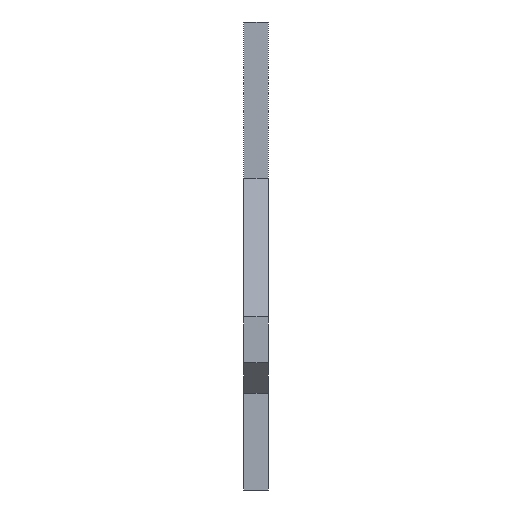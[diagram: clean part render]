
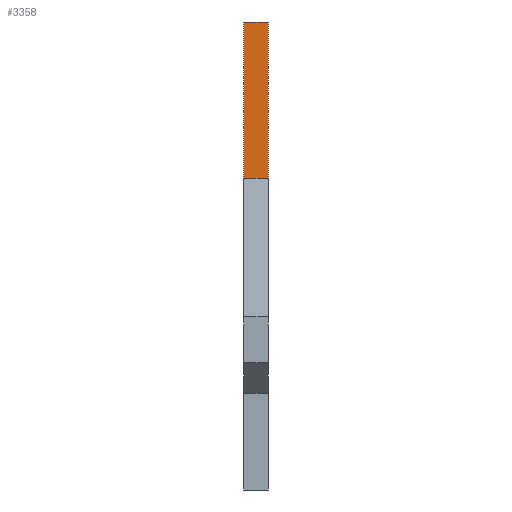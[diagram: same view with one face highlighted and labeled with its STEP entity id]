
A CAD part, left-side view. The second image highlights one B-rep face of the part: STEP entity #3358.
In plain terms, the highlighted planar face has unit normal (-1, 0, 0).
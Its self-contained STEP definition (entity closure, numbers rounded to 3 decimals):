
#3358 = ADVANCED_FACE('',(#3359),#3373,.T.);
#3359 = FACE_BOUND('',#3360,.T.);
#3360 = EDGE_LOOP('',(#3361,#3396,#3424,#3452));
#3361 = ORIENTED_EDGE('',*,*,#3362,.F.);
#3362 = EDGE_CURVE('',#3363,#3365,#3367,.T.);
#3363 = VERTEX_POINT('',#3364);
#3364 = CARTESIAN_POINT('',(-9.14,-0.2,6.075));
#3365 = VERTEX_POINT('',#3366);
#3366 = CARTESIAN_POINT('',(-9.14,-0.2,3.525));
#3367 = SURFACE_CURVE('',#3368,(#3372,#3384),.PCURVE_S1.);
#3368 = LINE('',#3369,#3370);
#3369 = CARTESIAN_POINT('',(-9.14,-0.2,6.075));
#3370 = VECTOR('',#3371,1.);
#3371 = DIRECTION('',(0.,0.,-1.));
#3372 = PCURVE('',#3373,#3378);
#3373 = PLANE('',#3374);
#3374 = AXIS2_PLACEMENT_3D('',#3375,#3376,#3377);
#3375 = CARTESIAN_POINT('',(-9.14,0.2,6.075));
#3376 = DIRECTION('',(-1.,0.,0.));
#3377 = DIRECTION('',(0.,0.,1.));
#3378 = DEFINITIONAL_REPRESENTATION('',(#3379),#3383);
#3379 = LINE('',#3380,#3381);
#3380 = CARTESIAN_POINT('',(-0.,-0.4));
#3381 = VECTOR('',#3382,1.);
#3382 = DIRECTION('',(-1.,0.));
#3383 = ( GEOMETRIC_REPRESENTATION_CONTEXT(2) 
PARAMETRIC_REPRESENTATION_CONTEXT() REPRESENTATION_CONTEXT('2D SPACE',''
  ) );
#3384 = PCURVE('',#3385,#3390);
#3385 = PLANE('',#3386);
#3386 = AXIS2_PLACEMENT_3D('',#3387,#3388,#3389);
#3387 = CARTESIAN_POINT('',(-8.89,-0.2,6.075));
#3388 = DIRECTION('',(0.,1.,0.));
#3389 = DIRECTION('',(1.,0.,0.));
#3390 = DEFINITIONAL_REPRESENTATION('',(#3391),#3395);
#3391 = LINE('',#3392,#3393);
#3392 = CARTESIAN_POINT('',(-0.25,0.));
#3393 = VECTOR('',#3394,1.);
#3394 = DIRECTION('',(0.,1.));
#3395 = ( GEOMETRIC_REPRESENTATION_CONTEXT(2) 
PARAMETRIC_REPRESENTATION_CONTEXT() REPRESENTATION_CONTEXT('2D SPACE',''
  ) );
#3396 = ORIENTED_EDGE('',*,*,#3397,.F.);
#3397 = EDGE_CURVE('',#3398,#3363,#3400,.T.);
#3398 = VERTEX_POINT('',#3399);
#3399 = CARTESIAN_POINT('',(-9.14,0.2,6.075));
#3400 = SURFACE_CURVE('',#3401,(#3405,#3412),.PCURVE_S1.);
#3401 = LINE('',#3402,#3403);
#3402 = CARTESIAN_POINT('',(-9.14,0.2,6.075));
#3403 = VECTOR('',#3404,1.);
#3404 = DIRECTION('',(0.,-1.,0.));
#3405 = PCURVE('',#3373,#3406);
#3406 = DEFINITIONAL_REPRESENTATION('',(#3407),#3411);
#3407 = LINE('',#3408,#3409);
#3408 = CARTESIAN_POINT('',(0.,0.));
#3409 = VECTOR('',#3410,1.);
#3410 = DIRECTION('',(0.,-1.));
#3411 = ( GEOMETRIC_REPRESENTATION_CONTEXT(2) 
PARAMETRIC_REPRESENTATION_CONTEXT() REPRESENTATION_CONTEXT('2D SPACE',''
  ) );
#3412 = PCURVE('',#3413,#3418);
#3413 = PLANE('',#3414);
#3414 = AXIS2_PLACEMENT_3D('',#3415,#3416,#3417);
#3415 = CARTESIAN_POINT('',(-8.64,0.2,6.075));
#3416 = DIRECTION('',(0.,0.,1.));
#3417 = DIRECTION('',(0.,-1.,0.));
#3418 = DEFINITIONAL_REPRESENTATION('',(#3419),#3423);
#3419 = LINE('',#3420,#3421);
#3420 = CARTESIAN_POINT('',(-0.,-0.5));
#3421 = VECTOR('',#3422,1.);
#3422 = DIRECTION('',(1.,0.));
#3423 = ( GEOMETRIC_REPRESENTATION_CONTEXT(2) 
PARAMETRIC_REPRESENTATION_CONTEXT() REPRESENTATION_CONTEXT('2D SPACE',''
  ) );
#3424 = ORIENTED_EDGE('',*,*,#3425,.T.);
#3425 = EDGE_CURVE('',#3398,#3426,#3428,.T.);
#3426 = VERTEX_POINT('',#3427);
#3427 = CARTESIAN_POINT('',(-9.14,0.2,3.525));
#3428 = SURFACE_CURVE('',#3429,(#3433,#3440),.PCURVE_S1.);
#3429 = LINE('',#3430,#3431);
#3430 = CARTESIAN_POINT('',(-9.14,0.2,6.075));
#3431 = VECTOR('',#3432,1.);
#3432 = DIRECTION('',(0.,0.,-1.));
#3433 = PCURVE('',#3373,#3434);
#3434 = DEFINITIONAL_REPRESENTATION('',(#3435),#3439);
#3435 = LINE('',#3436,#3437);
#3436 = CARTESIAN_POINT('',(0.,0.));
#3437 = VECTOR('',#3438,1.);
#3438 = DIRECTION('',(-1.,0.));
#3439 = ( GEOMETRIC_REPRESENTATION_CONTEXT(2) 
PARAMETRIC_REPRESENTATION_CONTEXT() REPRESENTATION_CONTEXT('2D SPACE',''
  ) );
#3440 = PCURVE('',#3441,#3446);
#3441 = PLANE('',#3442);
#3442 = AXIS2_PLACEMENT_3D('',#3443,#3444,#3445);
#3443 = CARTESIAN_POINT('',(-8.89,0.2,6.075));
#3444 = DIRECTION('',(0.,1.,0.));
#3445 = DIRECTION('',(1.,0.,0.));
#3446 = DEFINITIONAL_REPRESENTATION('',(#3447),#3451);
#3447 = LINE('',#3448,#3449);
#3448 = CARTESIAN_POINT('',(-0.25,0.));
#3449 = VECTOR('',#3450,1.);
#3450 = DIRECTION('',(0.,1.));
#3451 = ( GEOMETRIC_REPRESENTATION_CONTEXT(2) 
PARAMETRIC_REPRESENTATION_CONTEXT() REPRESENTATION_CONTEXT('2D SPACE',''
  ) );
#3452 = ORIENTED_EDGE('',*,*,#3453,.T.);
#3453 = EDGE_CURVE('',#3426,#3365,#3454,.T.);
#3454 = SURFACE_CURVE('',#3455,(#3459,#3466),.PCURVE_S1.);
#3455 = LINE('',#3456,#3457);
#3456 = CARTESIAN_POINT('',(-9.14,0.2,3.525));
#3457 = VECTOR('',#3458,1.);
#3458 = DIRECTION('',(0.,-1.,0.));
#3459 = PCURVE('',#3373,#3460);
#3460 = DEFINITIONAL_REPRESENTATION('',(#3461),#3465);
#3461 = LINE('',#3462,#3463);
#3462 = CARTESIAN_POINT('',(-2.55,0.));
#3463 = VECTOR('',#3464,1.);
#3464 = DIRECTION('',(0.,-1.));
#3465 = ( GEOMETRIC_REPRESENTATION_CONTEXT(2) 
PARAMETRIC_REPRESENTATION_CONTEXT() REPRESENTATION_CONTEXT('2D SPACE',''
  ) );
#3466 = PCURVE('',#3467,#3472);
#3467 = PLANE('',#3468);
#3468 = AXIS2_PLACEMENT_3D('',#3469,#3470,#3471);
#3469 = CARTESIAN_POINT('',(-9.14,0.2,3.525));
#3470 = DIRECTION('',(-0.948,0.,0.319)
  );
#3471 = DIRECTION('',(0.319,0.,0.948)
  );
#3472 = DEFINITIONAL_REPRESENTATION('',(#3473),#3477);
#3473 = LINE('',#3474,#3475);
#3474 = CARTESIAN_POINT('',(0.,0.));
#3475 = VECTOR('',#3476,1.);
#3476 = DIRECTION('',(0.,-1.));
#3477 = ( GEOMETRIC_REPRESENTATION_CONTEXT(2) 
PARAMETRIC_REPRESENTATION_CONTEXT() REPRESENTATION_CONTEXT('2D SPACE',''
  ) );
